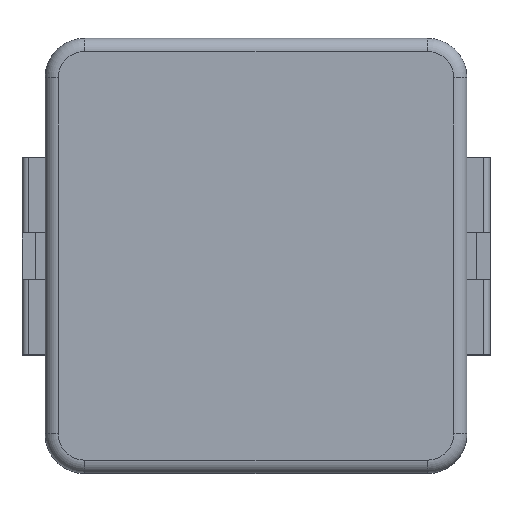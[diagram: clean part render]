
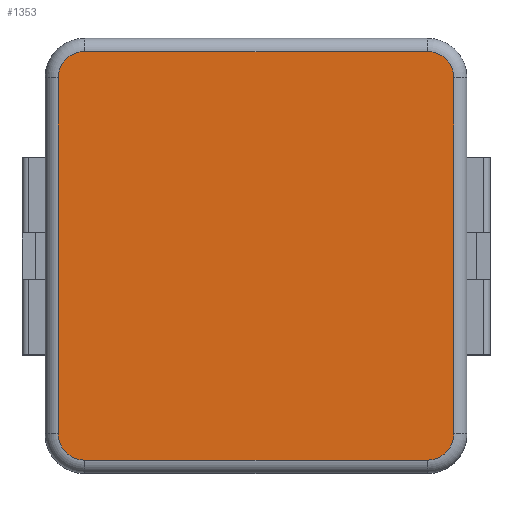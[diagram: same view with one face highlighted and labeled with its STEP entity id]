
A CAD part, top view. The second image highlights one B-rep face of the part: STEP entity #1353.
In plain terms, the highlighted planar face has unit normal (0, 0, 1).
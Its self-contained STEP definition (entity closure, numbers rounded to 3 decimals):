
#58 = DIRECTION ( 'NONE',  ( 1., 0., 0. ) ) ;
#130 = VERTEX_POINT ( 'NONE', #1566 ) ;
#158 = EDGE_CURVE ( 'NONE', #130, #1459, #487, .T. ) ;
#164 = LINE ( 'NONE', #813, #1300 ) ;
#170 = EDGE_CURVE ( 'NONE', #350, #1121, #1923, .T. ) ;
#249 = ORIENTED_EDGE ( 'NONE', *, *, #442, .F. ) ;
#253 = CARTESIAN_POINT ( 'NONE',  ( -3., -2.7, 2.8 ) ) ;
#255 = DIRECTION ( 'NONE',  ( 0., 0., -1. ) ) ;
#263 = AXIS2_PLACEMENT_3D ( 'NONE', #1018, #255, #439 ) ;
#295 = DIRECTION ( 'NONE',  ( 0., 1., 0. ) ) ;
#320 = AXIS2_PLACEMENT_3D ( 'NONE', #1395, #1415, #391 ) ;
#327 = CARTESIAN_POINT ( 'NONE',  ( -2.6, 3.1, 2.8 ) ) ;
#350 = VERTEX_POINT ( 'NONE', #253 ) ;
#383 = CARTESIAN_POINT ( 'NONE',  ( -3.2, -3.3, 2.8 ) ) ;
#391 = DIRECTION ( 'NONE',  ( 1., 0., 0. ) ) ;
#422 = ORIENTED_EDGE ( 'NONE', *, *, #170, .F. ) ;
#439 = DIRECTION ( 'NONE',  ( 0., 1., 0. ) ) ;
#442 = EDGE_CURVE ( 'NONE', #1121, #1192, #911, .T. ) ;
#451 = DIRECTION ( 'NONE',  ( -1., 0., 0. ) ) ;
#457 = VECTOR ( 'NONE', #295, 1000. ) ;
#462 = CARTESIAN_POINT ( 'NONE',  ( -2.6, -2.7, 2.8 ) ) ;
#487 = LINE ( 'NONE', #1251, #2075 ) ;
#508 = DIRECTION ( 'NONE',  ( 0., 0., 1. ) ) ;
#526 = CIRCLE ( 'NONE', #320, 0.4 ) ;
#630 = AXIS2_PLACEMENT_3D ( 'NONE', #462, #1475, #2077 ) ;
#708 = EDGE_CURVE ( 'NONE', #1107, #130, #526, .T. ) ;
#739 = AXIS2_PLACEMENT_3D ( 'NONE', #383, #508, #58 ) ;
#772 = CIRCLE ( 'NONE', #263, 0.4 ) ;
#799 = DIRECTION ( 'NONE',  ( 0., -1., 0. ) ) ;
#813 = CARTESIAN_POINT ( 'NONE',  ( 3., 2.7, 2.8 ) ) ;
#815 = ORIENTED_EDGE ( 'NONE', *, *, #158, .F. ) ;
#847 = CARTESIAN_POINT ( 'NONE',  ( -2.6, 3.1, 2.8 ) ) ;
#849 = ORIENTED_EDGE ( 'NONE', *, *, #1289, .F. ) ;
#911 = CIRCLE ( 'NONE', #978, 0.4 ) ;
#922 = CARTESIAN_POINT ( 'NONE',  ( 2.6, 3.1, 2.8 ) ) ;
#952 = DIRECTION ( 'NONE',  ( 0., 0., -1. ) ) ;
#978 = AXIS2_PLACEMENT_3D ( 'NONE', #1594, #952, #1270 ) ;
#1018 = CARTESIAN_POINT ( 'NONE',  ( 2.6, 2.7, 2.8 ) ) ;
#1026 = FACE_OUTER_BOUND ( 'NONE', #1897, .T. ) ;
#1035 = LINE ( 'NONE', #847, #1165 ) ;
#1039 = VERTEX_POINT ( 'NONE', #1996 ) ;
#1059 = ORIENTED_EDGE ( 'NONE', *, *, #1389, .F. ) ;
#1098 = CARTESIAN_POINT ( 'NONE',  ( -3., -2.7, 2.8 ) ) ;
#1107 = VERTEX_POINT ( 'NONE', #1379 ) ;
#1121 = VERTEX_POINT ( 'NONE', #1861 ) ;
#1165 = VECTOR ( 'NONE', #1307, 1000. ) ;
#1176 = ORIENTED_EDGE ( 'NONE', *, *, #1918, .F. ) ;
#1186 = PLANE ( 'NONE',  #739 ) ;
#1192 = VERTEX_POINT ( 'NONE', #327 ) ;
#1195 = EDGE_CURVE ( 'NONE', #1039, #1107, #164, .T. ) ;
#1251 = CARTESIAN_POINT ( 'NONE',  ( 2.6, -3.1, 2.8 ) ) ;
#1270 = DIRECTION ( 'NONE',  ( -1., 0., 0. ) ) ;
#1289 = EDGE_CURVE ( 'NONE', #1192, #1390, #1035, .T. ) ;
#1300 = VECTOR ( 'NONE', #799, 1000. ) ;
#1307 = DIRECTION ( 'NONE',  ( 1., 0., 0. ) ) ;
#1353 = ADVANCED_FACE ( 'NONE', ( #1026 ), #1186, .T. ) ;
#1379 = CARTESIAN_POINT ( 'NONE',  ( 3., -2.7, 2.8 ) ) ;
#1389 = EDGE_CURVE ( 'NONE', #1390, #1039, #772, .T. ) ;
#1390 = VERTEX_POINT ( 'NONE', #922 ) ;
#1395 = CARTESIAN_POINT ( 'NONE',  ( 2.6, -2.7, 2.8 ) ) ;
#1415 = DIRECTION ( 'NONE',  ( 0., 0., -1. ) ) ;
#1459 = VERTEX_POINT ( 'NONE', #1585 ) ;
#1475 = DIRECTION ( 'NONE',  ( 0., 0., -1. ) ) ;
#1542 = CIRCLE ( 'NONE', #630, 0.4 ) ;
#1566 = CARTESIAN_POINT ( 'NONE',  ( 2.6, -3.1, 2.8 ) ) ;
#1585 = CARTESIAN_POINT ( 'NONE',  ( -2.6, -3.1, 2.8 ) ) ;
#1594 = CARTESIAN_POINT ( 'NONE',  ( -2.6, 2.7, 2.8 ) ) ;
#1796 = ORIENTED_EDGE ( 'NONE', *, *, #1195, .F. ) ;
#1861 = CARTESIAN_POINT ( 'NONE',  ( -3., 2.7, 2.8 ) ) ;
#1897 = EDGE_LOOP ( 'NONE', ( #422, #1176, #815, #2031, #1796, #1059, #849, #249 ) ) ;
#1918 = EDGE_CURVE ( 'NONE', #1459, #350, #1542, .T. ) ;
#1923 = LINE ( 'NONE', #1098, #457 ) ;
#1996 = CARTESIAN_POINT ( 'NONE',  ( 3., 2.7, 2.8 ) ) ;
#2031 = ORIENTED_EDGE ( 'NONE', *, *, #708, .F. ) ;
#2075 = VECTOR ( 'NONE', #451, 1000. ) ;
#2077 = DIRECTION ( 'NONE',  ( 0., -1., 0. ) ) ;
